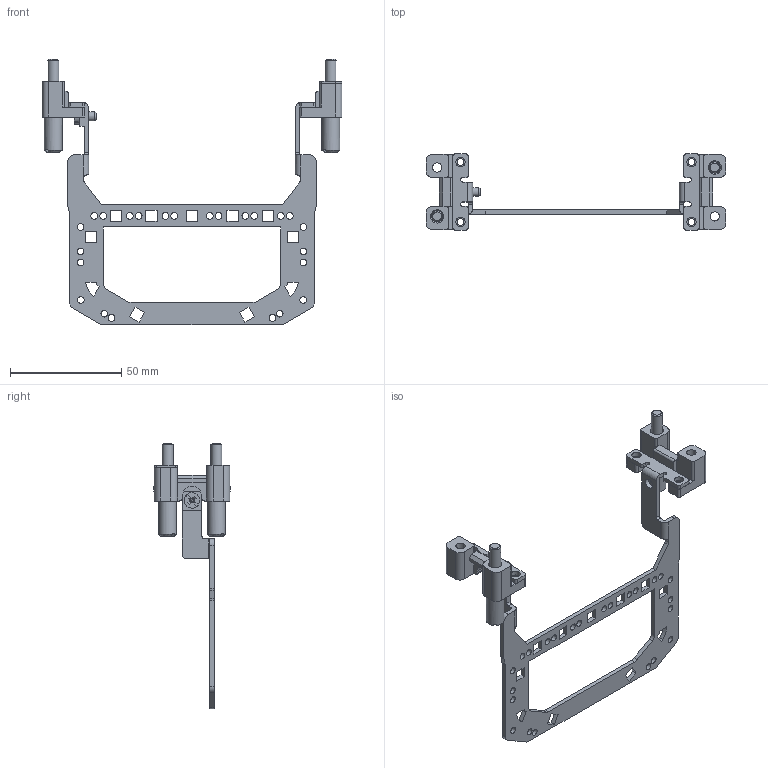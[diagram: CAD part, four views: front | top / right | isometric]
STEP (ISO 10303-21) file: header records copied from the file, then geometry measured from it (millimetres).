
FILE_DESCRIPTION(/* description */ (''),/* implementation_level */ '2;1');
FILE_NAME(/* name */ '100175976ugm000_d.stp',/* time_stamp */ '2019-03-27T12:00:51+01:00',/* author */ (''),/* organization */ (''),/* preprocessor_version */ 'ST-DEVELOPER v16.7',/* originating_system */ 'SIEMENS PLM Software NX 12.0',/* authorisation */ '');
FILE_SCHEMA (('AUTOMOTIVE_DESIGN { 1 0 10303 214 3 1 1 1 }'));
Length unit declared in the file: millimetre
Products named in the file (1): 100175976ugm000_d
Bounding box: 135 x 34.3 x 119.5 mm (x, y, z)
Volume: 17705.5 mm3; surface area: 18453.7 mm2
Topology: 1 solids, 1 shells, 466 faces, 1344 edges, 903 vertices
Faces by surface type: plane 310, cylinder 135, cone 18, extrusion 3
Full cylindrical faces by diameter (mm): 0.42 x1, 0.6 x1, 3 x28, 3.9 x2, 4 x1, 4.2 x8, 4.5 x1, 5 x2, 6 x4, 7 x1, 8 x2
Entity records: 18430 total; most frequent: CARTESIAN_POINT 2932, ORIENTED_EDGE 2488, DIRECTION 2456, EDGE_CURVE 1244, VECTOR 894, LINE 891, VERTEX_POINT 864, AXIS2_PLACEMENT_3D 781
